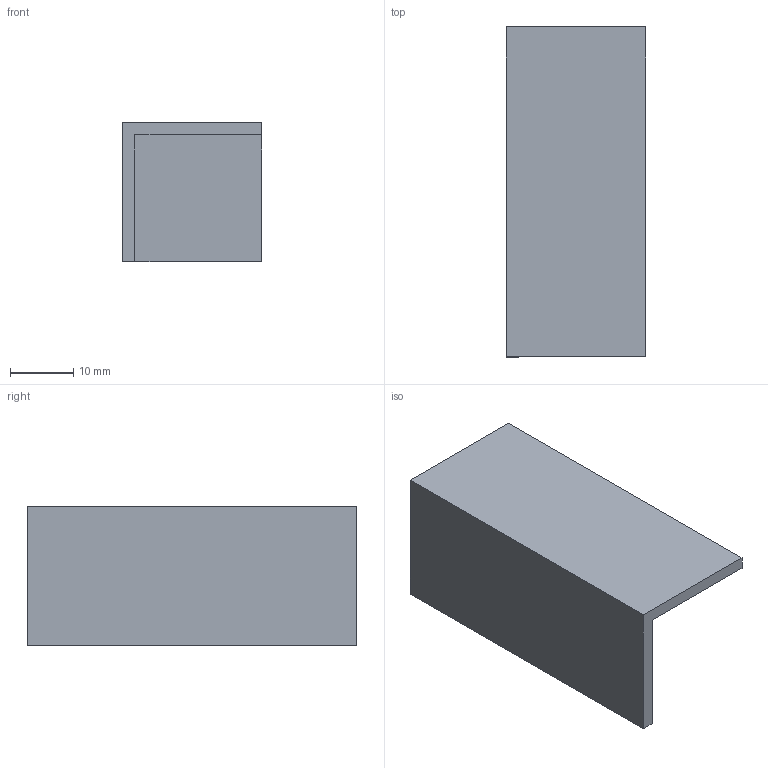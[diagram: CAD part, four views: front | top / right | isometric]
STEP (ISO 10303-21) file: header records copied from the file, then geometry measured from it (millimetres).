
FILE_DESCRIPTION(('CoCreate Modeling STEP Export'),'2;1');
FILE_NAME('6199169.stp','2016-08-09T13:32:37',(''),(''),'CoCreate Modeling STEP processor for AP214 (Solid Model)','CoCreate Modeling 16.00B 02-Dec-2008 (C) Parametric Technology GmbH','');
FILE_SCHEMA(('AUTOMOTIVE_DESIGN { 1 0 10303 214 1 1 1 1 }'));
Length unit declared in the file: millimetre
Products named in the file (2): SKL_EL_50D; skl_el_50d.stp.1
Assembly tree (1 placements, depth 2):
  skl_el_50d.stp.1
    SKL_EL_50D
Bounding box: 22 x 52 x 22 mm (x, y, z)
Volume: 5168 mm3; surface area: 5544 mm2
Topology: 1 solids, 1 shells, 9 faces, 21 edges, 14 vertices
Faces by surface type: plane 9
Entity records: 300 total; most frequent: CARTESIAN_POINT 46, DIRECTION 43, ORIENTED_EDGE 42, VECTOR 21, LINE 21, EDGE_CURVE 21, VERTEX_POINT 14, AXIS2_PLACEMENT_3D 11
